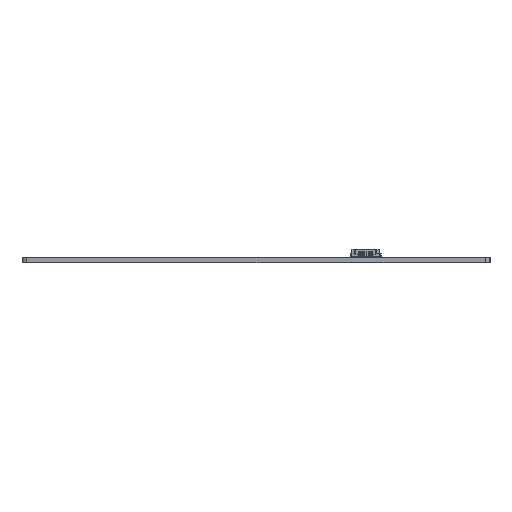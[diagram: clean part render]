
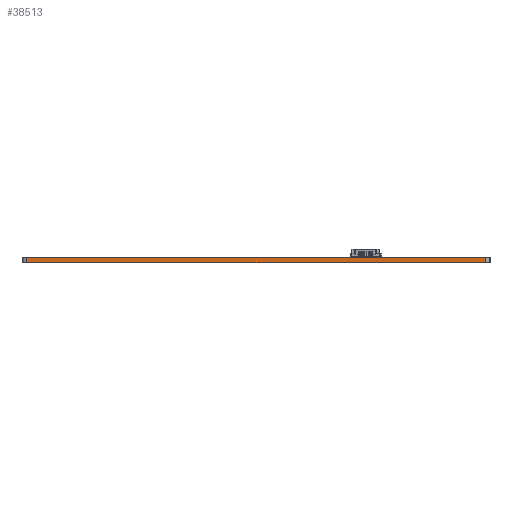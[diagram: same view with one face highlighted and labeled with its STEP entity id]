
A CAD part, left-side view. The second image highlights one B-rep face of the part: STEP entity #38513.
In plain terms, the highlighted planar face has unit normal (-1, 0, 0).
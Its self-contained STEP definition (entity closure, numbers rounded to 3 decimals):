
#5306 = VERTEX_POINT('',#5307);
#5307 = CARTESIAN_POINT('',(-156.269,59.918,0.));
#5314 = EDGE_CURVE('',#5315,#5306,#5317,.T.);
#5315 = VERTEX_POINT('',#5316);
#5316 = CARTESIAN_POINT('',(-156.269,-59.918,0.));
#5317 = LINE('',#5318,#5319);
#5318 = CARTESIAN_POINT('',(-156.269,-59.918,0.));
#5319 = VECTOR('',#5320,1.);
#5320 = DIRECTION('',(0.,1.,0.));
#21896 = VERTEX_POINT('',#21897);
#21897 = CARTESIAN_POINT('',(-156.269,59.918,1.51));
#21904 = EDGE_CURVE('',#21905,#21896,#21907,.T.);
#21905 = VERTEX_POINT('',#21906);
#21906 = CARTESIAN_POINT('',(-156.269,-59.918,1.51));
#21907 = LINE('',#21908,#21909);
#21908 = CARTESIAN_POINT('',(-156.269,-59.918,1.51));
#21909 = VECTOR('',#21910,1.);
#21910 = DIRECTION('',(0.,1.,0.));
#38483 = EDGE_CURVE('',#5306,#21896,#38484,.T.);
#38484 = LINE('',#38485,#38486);
#38485 = CARTESIAN_POINT('',(-156.269,59.918,0.));
#38486 = VECTOR('',#38487,1.);
#38487 = DIRECTION('',(0.,0.,1.));
#38513 = ADVANCED_FACE('',(#38514),#38525,.T.);
#38514 = FACE_BOUND('',#38515,.T.);
#38515 = EDGE_LOOP('',(#38516,#38522,#38523,#38524));
#38516 = ORIENTED_EDGE('',*,*,#38517,.T.);
#38517 = EDGE_CURVE('',#5315,#21905,#38518,.T.);
#38518 = LINE('',#38519,#38520);
#38519 = CARTESIAN_POINT('',(-156.269,-59.918,0.));
#38520 = VECTOR('',#38521,1.);
#38521 = DIRECTION('',(0.,0.,1.));
#38522 = ORIENTED_EDGE('',*,*,#21904,.T.);
#38523 = ORIENTED_EDGE('',*,*,#38483,.F.);
#38524 = ORIENTED_EDGE('',*,*,#5314,.F.);
#38525 = PLANE('',#38526);
#38526 = AXIS2_PLACEMENT_3D('',#38527,#38528,#38529);
#38527 = CARTESIAN_POINT('',(-156.269,-59.918,0.));
#38528 = DIRECTION('',(-1.,0.,0.));
#38529 = DIRECTION('',(0.,1.,0.));
